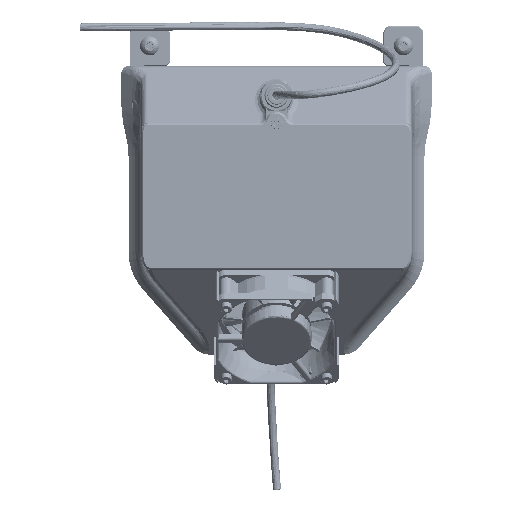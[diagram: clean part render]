
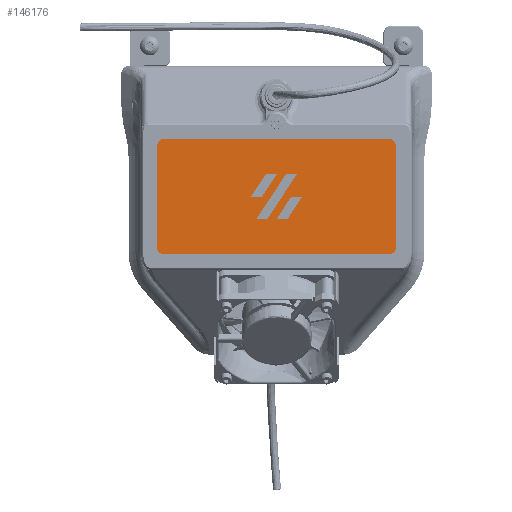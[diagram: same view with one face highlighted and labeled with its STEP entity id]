
A CAD part, left-side view. The second image highlights one B-rep face of the part: STEP entity #146176.
In plain terms, the highlighted planar face has unit normal (-1, 0, 0).
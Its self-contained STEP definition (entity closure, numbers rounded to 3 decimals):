
#3790=FACE_BOUND('',#28375,.T.);
#3791=FACE_BOUND('',#28376,.T.);
#3792=FACE_BOUND('',#28377,.T.);
#10637=PLANE('',#155154);
#18920=FACE_OUTER_BOUND('',#28374,.T.);
#28374=EDGE_LOOP('',(#137172,#137173,#137174,#137175,#137176,#137177,#137178,
#137179));
#28375=EDGE_LOOP('',(#137180,#137181,#137182,#137183));
#28376=EDGE_LOOP('',(#137184,#137185,#137186,#137187));
#28377=EDGE_LOOP('',(#137188,#137189,#137190,#137191));
#46237=LINE('',#275346,#64029);
#46238=LINE('',#275350,#64030);
#46239=LINE('',#275354,#64031);
#46240=LINE('',#275357,#64032);
#46241=LINE('',#275360,#64033);
#46242=LINE('',#275362,#64034);
#46243=LINE('',#275364,#64035);
#46244=LINE('',#275365,#64036);
#46245=LINE('',#275368,#64037);
#46246=LINE('',#275370,#64038);
#46247=LINE('',#275372,#64039);
#46248=LINE('',#275373,#64040);
#46249=LINE('',#275376,#64041);
#46250=LINE('',#275378,#64042);
#46251=LINE('',#275380,#64043);
#46252=LINE('',#275381,#64044);
#64029=VECTOR('',#190162,10.);
#64030=VECTOR('',#190165,10.);
#64031=VECTOR('',#190168,10.);
#64032=VECTOR('',#190171,10.);
#64033=VECTOR('',#190172,10.);
#64034=VECTOR('',#190173,10.);
#64035=VECTOR('',#190174,10.);
#64036=VECTOR('',#190175,10.);
#64037=VECTOR('',#190176,10.);
#64038=VECTOR('',#190177,10.);
#64039=VECTOR('',#190178,10.);
#64040=VECTOR('',#190179,10.);
#64041=VECTOR('',#190180,10.);
#64042=VECTOR('',#190181,10.);
#64043=VECTOR('',#190182,10.);
#64044=VECTOR('',#190183,10.);
#65108=CIRCLE('',#155155,3.);
#65109=CIRCLE('',#155156,3.);
#65110=CIRCLE('',#155157,3.);
#65111=CIRCLE('',#155158,3.);
#77254=VERTEX_POINT('',#275342);
#77255=VERTEX_POINT('',#275343);
#77256=VERTEX_POINT('',#275345);
#77257=VERTEX_POINT('',#275347);
#77258=VERTEX_POINT('',#275349);
#77259=VERTEX_POINT('',#275351);
#77260=VERTEX_POINT('',#275353);
#77261=VERTEX_POINT('',#275355);
#77262=VERTEX_POINT('',#275358);
#77263=VERTEX_POINT('',#275359);
#77264=VERTEX_POINT('',#275361);
#77265=VERTEX_POINT('',#275363);
#77266=VERTEX_POINT('',#275366);
#77267=VERTEX_POINT('',#275367);
#77268=VERTEX_POINT('',#275369);
#77269=VERTEX_POINT('',#275371);
#77270=VERTEX_POINT('',#275374);
#77271=VERTEX_POINT('',#275375);
#77272=VERTEX_POINT('',#275377);
#77273=VERTEX_POINT('',#275379);
#97284=EDGE_CURVE('',#77254,#77255,#65108,.T.);
#97285=EDGE_CURVE('',#77255,#77256,#46237,.T.);
#97286=EDGE_CURVE('',#77256,#77257,#65109,.T.);
#97287=EDGE_CURVE('',#77257,#77258,#46238,.T.);
#97288=EDGE_CURVE('',#77258,#77259,#65110,.T.);
#97289=EDGE_CURVE('',#77259,#77260,#46239,.T.);
#97290=EDGE_CURVE('',#77260,#77261,#65111,.T.);
#97291=EDGE_CURVE('',#77261,#77254,#46240,.T.);
#97292=EDGE_CURVE('',#77262,#77263,#46241,.T.);
#97293=EDGE_CURVE('',#77263,#77264,#46242,.T.);
#97294=EDGE_CURVE('',#77264,#77265,#46243,.T.);
#97295=EDGE_CURVE('',#77265,#77262,#46244,.T.);
#97296=EDGE_CURVE('',#77266,#77267,#46245,.T.);
#97297=EDGE_CURVE('',#77267,#77268,#46246,.T.);
#97298=EDGE_CURVE('',#77268,#77269,#46247,.T.);
#97299=EDGE_CURVE('',#77269,#77266,#46248,.T.);
#97300=EDGE_CURVE('',#77270,#77271,#46249,.T.);
#97301=EDGE_CURVE('',#77271,#77272,#46250,.T.);
#97302=EDGE_CURVE('',#77272,#77273,#46251,.T.);
#97303=EDGE_CURVE('',#77273,#77270,#46252,.T.);
#137172=ORIENTED_EDGE('',*,*,#97284,.T.);
#137173=ORIENTED_EDGE('',*,*,#97285,.T.);
#137174=ORIENTED_EDGE('',*,*,#97286,.T.);
#137175=ORIENTED_EDGE('',*,*,#97287,.T.);
#137176=ORIENTED_EDGE('',*,*,#97288,.T.);
#137177=ORIENTED_EDGE('',*,*,#97289,.T.);
#137178=ORIENTED_EDGE('',*,*,#97290,.T.);
#137179=ORIENTED_EDGE('',*,*,#97291,.T.);
#137180=ORIENTED_EDGE('',*,*,#97292,.T.);
#137181=ORIENTED_EDGE('',*,*,#97293,.T.);
#137182=ORIENTED_EDGE('',*,*,#97294,.T.);
#137183=ORIENTED_EDGE('',*,*,#97295,.T.);
#137184=ORIENTED_EDGE('',*,*,#97296,.T.);
#137185=ORIENTED_EDGE('',*,*,#97297,.T.);
#137186=ORIENTED_EDGE('',*,*,#97298,.T.);
#137187=ORIENTED_EDGE('',*,*,#97299,.T.);
#137188=ORIENTED_EDGE('',*,*,#97300,.T.);
#137189=ORIENTED_EDGE('',*,*,#97301,.T.);
#137190=ORIENTED_EDGE('',*,*,#97302,.T.);
#137191=ORIENTED_EDGE('',*,*,#97303,.T.);
#146176=ADVANCED_FACE('',(#18920,#3790,#3791,#3792),#10637,.T.);
#155154=AXIS2_PLACEMENT_3D('',#275341,#190158,#190159);
#155155=AXIS2_PLACEMENT_3D('',#275344,#190160,#190161);
#155156=AXIS2_PLACEMENT_3D('',#275348,#190163,#190164);
#155157=AXIS2_PLACEMENT_3D('',#275352,#190166,#190167);
#155158=AXIS2_PLACEMENT_3D('',#275356,#190169,#190170);
#190158=DIRECTION('center_axis',(-1.,0.,0.));
#190159=DIRECTION('ref_axis',(0.,-1.,0.));
#190160=DIRECTION('center_axis',(-1.,0.,0.));
#190161=DIRECTION('ref_axis',(0.,0.,
-1.));
#190162=DIRECTION('',(0.,0.,1.));
#190163=DIRECTION('center_axis',(-1.,0.,0.));
#190164=DIRECTION('ref_axis',(0.,-1.,0.));
#190165=DIRECTION('',(0.,1.,0.));
#190166=DIRECTION('center_axis',(-1.,0.,0.));
#190167=DIRECTION('ref_axis',(0.,0.,
1.));
#190168=DIRECTION('',(0.,0.,-1.));
#190169=DIRECTION('center_axis',(-1.,0.,0.));
#190170=DIRECTION('ref_axis',(0.,1.,0.));
#190171=DIRECTION('',(0.,-1.,0.));
#190172=DIRECTION('',(0.,0.549,-0.836));
#190173=DIRECTION('',(0.,1.,0.));
#190174=DIRECTION('',(0.,-0.549,0.836));
#190175=DIRECTION('',(0.,-1.,0.));
#190176=DIRECTION('',(0.,-1.,0.));
#190177=DIRECTION('',(0.,0.549,-0.836));
#190178=DIRECTION('',(0.,1.,0.));
#190179=DIRECTION('',(0.,-0.549,0.836));
#190180=DIRECTION('',(0.,-0.549,0.836));
#190181=DIRECTION('',(0.,-1.,0.));
#190182=DIRECTION('',(0.,0.549,-0.836));
#190183=DIRECTION('',(0.,1.,0.));
#275341=CARTESIAN_POINT('Origin',(54.635,60.,37.24));
#275342=CARTESIAN_POINT('',(54.635,3.6,8.65));
#275343=CARTESIAN_POINT('',(54.635,0.6,11.65));
#275344=CARTESIAN_POINT('Origin',(54.635,3.6,11.65));
#275345=CARTESIAN_POINT('',(54.635,0.6,62.829));
#275346=CARTESIAN_POINT('',(54.635,0.6,24.445));
#275347=CARTESIAN_POINT('',(54.635,3.6,65.829));
#275348=CARTESIAN_POINT('Origin',(54.635,3.6,62.829));
#275349=CARTESIAN_POINT('',(54.635,116.4,65.829));
#275350=CARTESIAN_POINT('',(54.635,31.8,65.829));
#275351=CARTESIAN_POINT('',(54.635,119.4,62.829));
#275352=CARTESIAN_POINT('Origin',(54.635,116.4,62.829));
#275353=CARTESIAN_POINT('',(54.635,119.4,11.65));
#275354=CARTESIAN_POINT('',(54.635,119.4,50.035));
#275355=CARTESIAN_POINT('',(54.635,116.4,8.65));
#275356=CARTESIAN_POINT('Origin',(54.635,116.4,11.65));
#275357=CARTESIAN_POINT('',(54.635,88.2,8.65));
#275358=CARTESIAN_POINT('',(54.635,59.804,48.507));
#275359=CARTESIAN_POINT('',(54.635,67.246,37.187));
#275360=CARTESIAN_POINT('',(54.635,62.42,44.528));
#275361=CARTESIAN_POINT('',(54.635,72.686,37.187));
#275362=CARTESIAN_POINT('',(54.635,63.623,37.187));
#275363=CARTESIAN_POINT('',(54.635,65.245,48.507));
#275364=CARTESIAN_POINT('',(54.635,70.76,40.117));
#275365=CARTESIAN_POINT('',(54.635,62.623,48.507));
#275366=CARTESIAN_POINT('',(54.635,55.22,48.507));
#275367=CARTESIAN_POINT('',(54.635,49.781,48.507));
#275368=CARTESIAN_POINT('',(54.635,57.61,48.507));
#275369=CARTESIAN_POINT('',(54.635,64.664,25.868));
#275370=CARTESIAN_POINT('',(54.635,53.909,42.228));
#275371=CARTESIAN_POINT('',(54.635,70.103,25.868));
#275372=CARTESIAN_POINT('',(54.635,62.332,25.868));
#275373=CARTESIAN_POINT('',(54.635,65.969,32.157));
#275374=CARTESIAN_POINT('',(54.635,60.079,25.868));
#275375=CARTESIAN_POINT('',(54.635,52.639,37.187));
#275376=CARTESIAN_POINT('',(54.635,57.457,29.856));
#275377=CARTESIAN_POINT('',(54.635,47.198,37.187));
#275378=CARTESIAN_POINT('',(54.635,56.32,37.187));
#275379=CARTESIAN_POINT('',(54.635,54.639,25.868));
#275380=CARTESIAN_POINT('',(54.635,49.118,34.267));
#275381=CARTESIAN_POINT('',(54.635,57.32,25.868));
